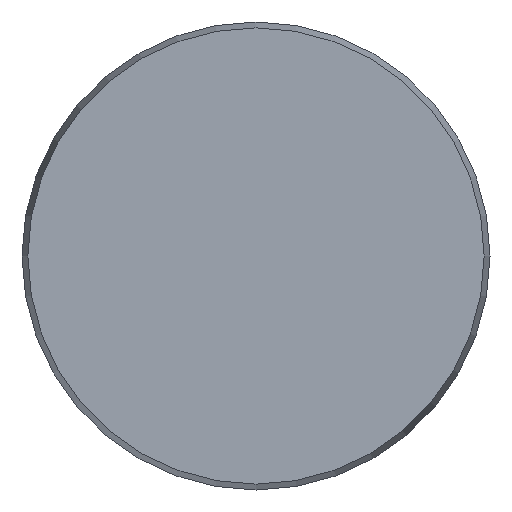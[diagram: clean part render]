
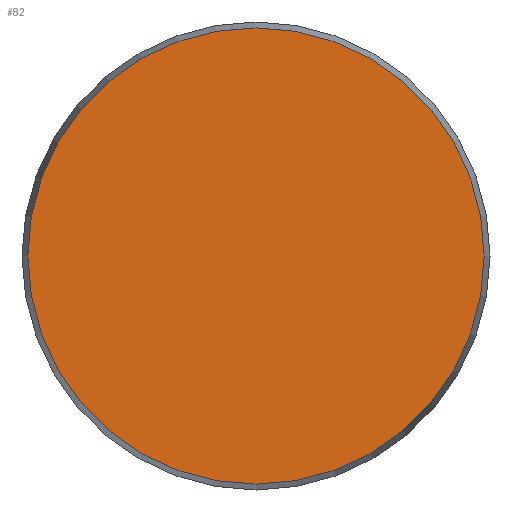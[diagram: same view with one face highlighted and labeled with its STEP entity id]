
A CAD part, front view. The second image highlights one B-rep face of the part: STEP entity #82.
In plain terms, the highlighted planar face has unit normal (0, -1, 0).
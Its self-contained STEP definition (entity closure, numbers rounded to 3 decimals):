
#82 = ADVANCED_FACE( '', ( #215 ), #216, .F. );
#215 = FACE_OUTER_BOUND( '', #410, .T. );
#216 = PLANE( '', #411 );
#410 = EDGE_LOOP( '', ( #633 ) );
#411 = AXIS2_PLACEMENT_3D( '', #634, #635, #636 );
#633 = ORIENTED_EDGE( '', *, *, #1090, .T. );
#634 = CARTESIAN_POINT( '', ( 48.75, 0., 0. ) );
#635 = DIRECTION( '', ( 0., 1., 0. ) );
#636 = DIRECTION( '', ( 0., 0., 1. ) );
#1090 = EDGE_CURVE( '', #1262, #1262, #1263, .T. );
#1262 = VERTEX_POINT( '', #1506 );
#1263 = CIRCLE( '', #1507, 48.75 );
#1506 = CARTESIAN_POINT( '', ( 0., 0., -48.75 ) );
#1507 = AXIS2_PLACEMENT_3D( '', #2067, #2068, #2069 );
#2067 = CARTESIAN_POINT( '', ( 0., 0., 0. ) );
#2068 = DIRECTION( '', ( 0., -1., 0. ) );
#2069 = DIRECTION( '', ( 0., 0., -1. ) );
